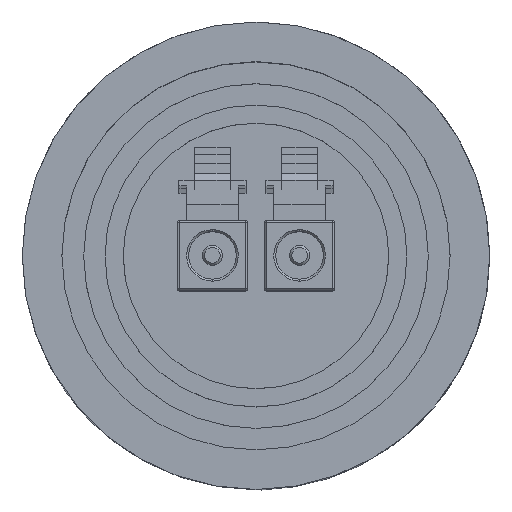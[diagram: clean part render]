
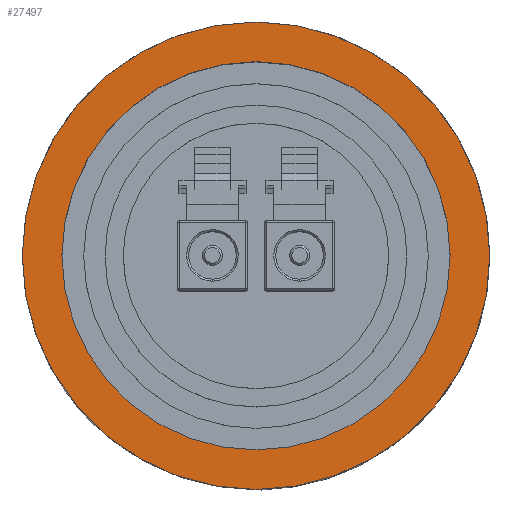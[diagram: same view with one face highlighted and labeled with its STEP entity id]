
A CAD part, top view. The second image highlights one B-rep face of the part: STEP entity #27497.
In plain terms, the highlighted face is planar.
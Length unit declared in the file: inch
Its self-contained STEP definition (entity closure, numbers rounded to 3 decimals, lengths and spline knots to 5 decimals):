
#968 = ORIENTED_EDGE ( 'NONE', *, *, #15364, .T. ) ;
#1220 = DIRECTION ( 'NONE',  ( 0., 0., 1. ) ) ;
#2375 = DIRECTION ( 'NONE',  ( 0., 0., -1. ) ) ;
#2827 = CARTESIAN_POINT ( 'NONE',  ( 0., 1.915, -0.49 ) ) ;
#2919 = CARTESIAN_POINT ( 'NONE',  ( 0., 1.915, 0. ) ) ;
#3781 = CIRCLE ( 'NONE', #15713, 0.59 ) ;
#4236 = EDGE_CURVE ( 'NONE', #15226, #10824, #3781, .T. ) ;
#4616 = CIRCLE ( 'NONE', #26034, 0.49 ) ;
#5149 = CIRCLE ( 'NONE', #21642, 0.49 ) ;
#6060 = CARTESIAN_POINT ( 'NONE',  ( 0., 1.915, 0. ) ) ;
#6064 = ORIENTED_EDGE ( 'NONE', *, *, #13843, .F. ) ;
#6674 = DIRECTION ( 'NONE',  ( 0., -1., 0. ) ) ;
#6972 = CIRCLE ( 'NONE', #8459, 0.59 ) ;
#7001 = DIRECTION ( 'NONE',  ( 0., 0., 1. ) ) ;
#7147 = CARTESIAN_POINT ( 'NONE',  ( 0., 1.915, 0. ) ) ;
#8459 = AXIS2_PLACEMENT_3D ( 'NONE', #6060, #6674, #16168 ) ;
#10351 = FACE_OUTER_BOUND ( 'NONE', #26392, .T. ) ;
#10824 = VERTEX_POINT ( 'NONE', #22255 ) ;
#12408 = DIRECTION ( 'NONE',  ( 0., -1., 0. ) ) ;
#12688 = DIRECTION ( 'NONE',  ( 0., 0., -1. ) ) ;
#12887 = EDGE_LOOP ( 'NONE', ( #968, #14070 ) ) ;
#13148 = ORIENTED_EDGE ( 'NONE', *, *, #4236, .F. ) ;
#13843 = EDGE_CURVE ( 'NONE', #10824, #15226, #6972, .T. ) ;
#14070 = ORIENTED_EDGE ( 'NONE', *, *, #30550, .T. ) ;
#14198 = DIRECTION ( 'NONE',  ( 0., -1., 0. ) ) ;
#15226 = VERTEX_POINT ( 'NONE', #24584 ) ;
#15364 = EDGE_CURVE ( 'NONE', #24909, #24024, #5149, .T. ) ;
#15646 = DIRECTION ( 'NONE',  ( 0., 1., 0. ) ) ;
#15713 = AXIS2_PLACEMENT_3D ( 'NONE', #21062, #14198, #2375 ) ;
#16168 = DIRECTION ( 'NONE',  ( 0., 0., -1. ) ) ;
#17687 = FACE_BOUND ( 'NONE', #12887, .T. ) ;
#19862 = PLANE ( 'NONE',  #25767 ) ;
#20332 = CARTESIAN_POINT ( 'NONE',  ( 0., 1.915, 0. ) ) ;
#21062 = CARTESIAN_POINT ( 'NONE',  ( 0., 1.915, 0. ) ) ;
#21642 = AXIS2_PLACEMENT_3D ( 'NONE', #2919, #12408, #1220 ) ;
#22255 = CARTESIAN_POINT ( 'NONE',  ( 0., 1.915, -0.59 ) ) ;
#24024 = VERTEX_POINT ( 'NONE', #2827 ) ;
#24584 = CARTESIAN_POINT ( 'NONE',  ( 0., 1.915, 0.59 ) ) ;
#24909 = VERTEX_POINT ( 'NONE', #29888 ) ;
#25767 = AXIS2_PLACEMENT_3D ( 'NONE', #20332, #15646, #12688 ) ;
#26034 = AXIS2_PLACEMENT_3D ( 'NONE', #7147, #30724, #7001 ) ;
#26392 = EDGE_LOOP ( 'NONE', ( #6064, #13148 ) ) ;
#27497 = ADVANCED_FACE ( 'NONE', ( #17687, #10351 ), #19862, .T. ) ;
#29888 = CARTESIAN_POINT ( 'NONE',  ( 0., 1.915, 0.49 ) ) ;
#30550 = EDGE_CURVE ( 'NONE', #24024, #24909, #4616, .T. ) ;
#30724 = DIRECTION ( 'NONE',  ( 0., -1., 0. ) ) ;
